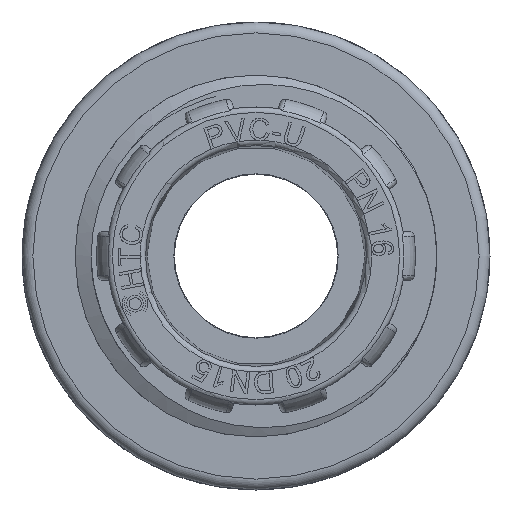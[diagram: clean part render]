
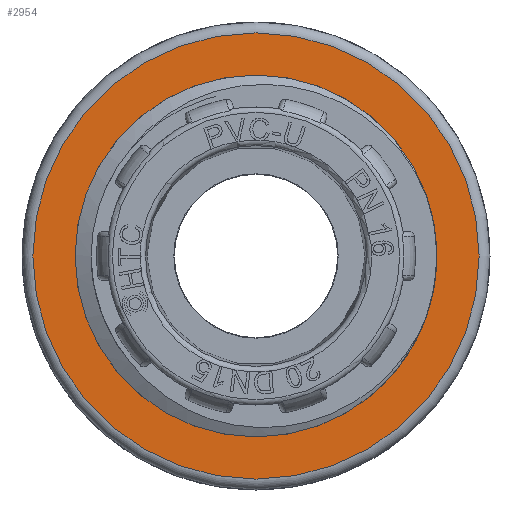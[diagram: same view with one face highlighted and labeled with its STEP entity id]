
A CAD part, front view. The second image highlights one B-rep face of the part: STEP entity #2954.
In plain terms, the highlighted planar face has unit normal (0, -1, 0).
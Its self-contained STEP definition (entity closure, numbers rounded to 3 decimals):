
#1098=PLANE('',#13703);
#2954=ADVANCED_FACE('',(#5050,#5051),#1098,.T.);
#5050=FACE_BOUND('',#5221,.T.);
#5051=FACE_BOUND('',#5222,.T.);
#5221=EDGE_LOOP('',(#6496));
#5222=EDGE_LOOP('',(#6497));
#6496=ORIENTED_EDGE('',*,*,#11652,.T.);
#6497=ORIENTED_EDGE('',*,*,#11653,.T.);
#10306=VERTEX_POINT('',#20706);
#10307=VERTEX_POINT('',#20708);
#11652=EDGE_CURVE('',#10306,#10306,#13317,.T.);
#11653=EDGE_CURVE('',#10307,#10307,#13318,.T.);
#13317=CIRCLE('',#13701,16.625);
#13318=CIRCLE('',#13702,20.5);
#13701=AXIS2_PLACEMENT_3D('',#20705,#14797,#14798);
#13702=AXIS2_PLACEMENT_3D('',#20707,#14799,#14800);
#13703=AXIS2_PLACEMENT_3D('',#20709,#14801,#14802);
#14797=DIRECTION('',(0.,1.,0.));
#14798=DIRECTION('',(1.,0.,0.));
#14799=DIRECTION('',(0.,-1.,0.));
#14800=DIRECTION('',(1.,0.,0.));
#14801=DIRECTION('',(0.,-1.,0.));
#14802=DIRECTION('',(1.,0.,0.));
#20705=CARTESIAN_POINT('',(223.217,587.944,0.));
#20706=CARTESIAN_POINT('',(239.841,587.944,0.));
#20707=CARTESIAN_POINT('',(223.217,587.944,0.));
#20708=CARTESIAN_POINT('',(243.717,587.944,0.));
#20709=CARTESIAN_POINT('',(223.217,587.944,0.));
